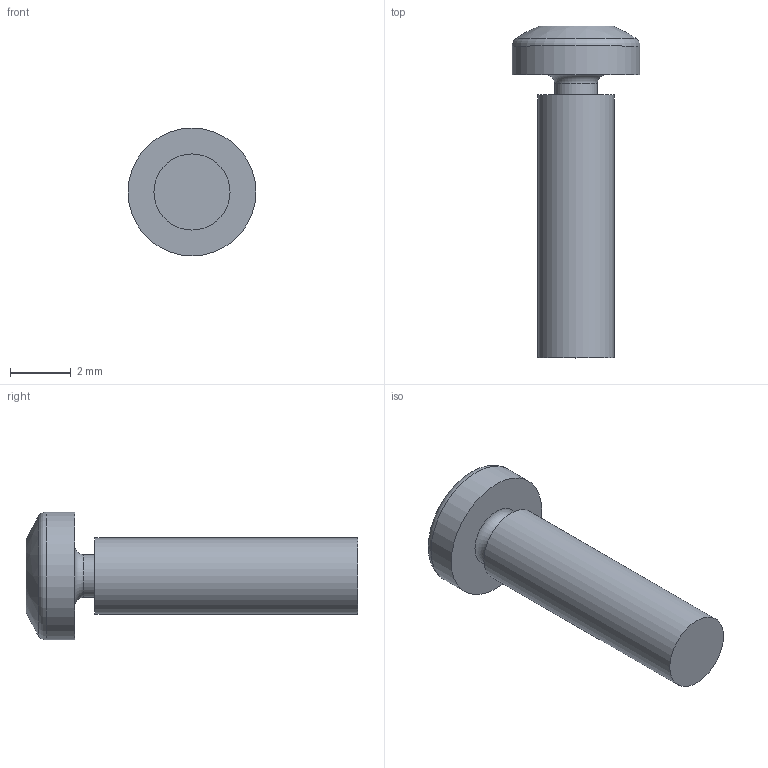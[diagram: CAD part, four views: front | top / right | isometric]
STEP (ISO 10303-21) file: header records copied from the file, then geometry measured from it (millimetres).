
FILE_DESCRIPTION(/* description */ (''),/* implementation_level */ '2;1');
FILE_NAME(/* name */ '86000020_BFS_M_0200.stp',/* time_stamp */ '2014-12-05T09:41:23+01:00',/* author */ ('Watermann'),/* organization */ ('Fa. Bopla'),/* preprocessor_version */ 'ST-DEVELOPER v15.6',/* originating_system */ 'Autodesk Inventor 2015',/* authorisation */ '');
FILE_SCHEMA (('AUTOMOTIVE_DESIGN { 1 0 10303 214 3 1 1 }'));
Length unit declared in the file: millimetre
Products named in the file (1): SHR_Z_KT_2_5X9_3_3DSYM
Bounding box: 4.2 x 10.9 x 4.2 mm (x, y, z)
Volume: 60.3 mm3; surface area: 127 mm2
Topology: 1 solids, 1 shells, 28 faces, 72 edges, 47 vertices
Faces by surface type: cylinder 15, bspline 7, plane 3, torus 2, sphere 1
Full cylindrical faces by diameter (mm): 1.4 x1, 2.5 x1, 4.2 x1
Entity records: 1045 total; most frequent: CARTESIAN_POINT 404, ORIENTED_EDGE 142, DIRECTION 108, EDGE_CURVE 71, VERTEX_POINT 48, AXIS2_PLACEMENT_3D 46, B_SPLINE_CURVE_WITH_KNOTS 31, EDGE_LOOP 31
